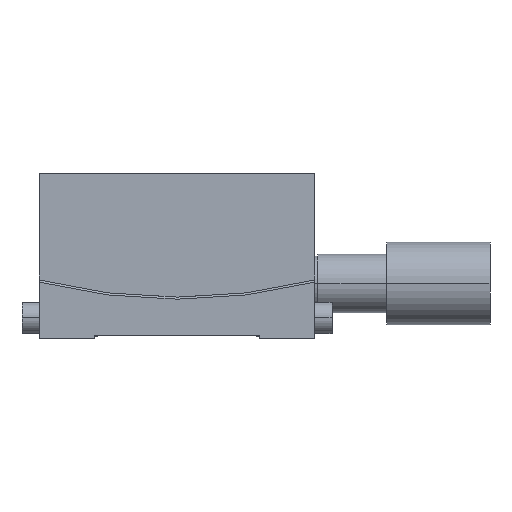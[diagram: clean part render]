
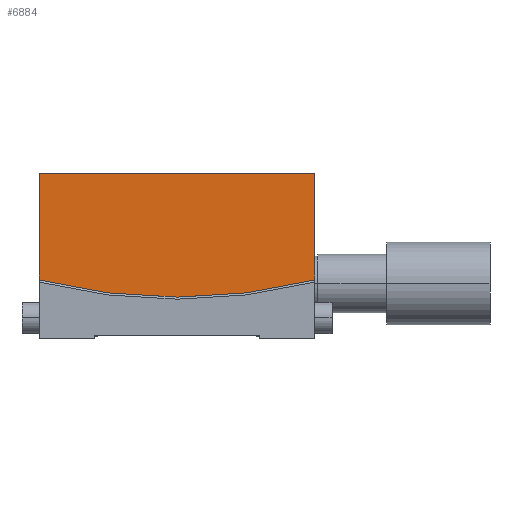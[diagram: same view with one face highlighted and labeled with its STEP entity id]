
A CAD part, top view. The second image highlights one B-rep face of the part: STEP entity #6884.
In plain terms, the highlighted planar face has unit normal (0, 0, 1).
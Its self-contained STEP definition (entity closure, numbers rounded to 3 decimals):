
#3638 = CARTESIAN_POINT ( 'NONE',  ( 20., -64., 0. ) ) ;
#3644 = CARTESIAN_POINT ( 'NONE',  ( 20., -79.524, 0. ) ) ;
#3669 = DIRECTION ( 'NONE',  ( 1., 0., 0. ) ) ;
#3670 = DIRECTION ( 'NONE',  ( 0., 0., 1. ) ) ;
#3671 = CARTESIAN_POINT ( 'NONE',  ( 0., -82., 0. ) ) ;
#3672 = AXIS2_PLACEMENT_3D ( 'NONE', #3671, #3670, #3669 ) ;
#3673 = PLANE ( 'NONE',  #3672 ) ;
#3675 = FACE_OUTER_BOUND ( 'NONE', #6864, .T. ) ;
#3702 = DIRECTION ( 'NONE',  ( 0., 0., 1. ) ) ;
#3703 = CARTESIAN_POINT ( 'NONE',  ( 0., 0., 0. ) ) ;
#3704 = AXIS2_PLACEMENT_3D ( 'NONE', #3703, #3702, #3766 ) ;
#3705 = CIRCLE ( 'NONE', #3704, 82. ) ;
#3707 = DIRECTION ( 'NONE',  ( 0., 1., 0. ) ) ;
#3708 = VECTOR ( 'NONE', #3707, 1000. ) ;
#3709 = CARTESIAN_POINT ( 'NONE',  ( 20., -64., 0. ) ) ;
#3714 = LINE ( 'NONE', #3709, #3708 ) ;
#3717 = CARTESIAN_POINT ( 'NONE',  ( -20., -79.524, 0. ) ) ;
#3753 = DIRECTION ( 'NONE',  ( 0., -1., 0. ) ) ;
#3754 = VECTOR ( 'NONE', #3753, 1000. ) ;
#3755 = CARTESIAN_POINT ( 'NONE',  ( -20., -79.524, 0. ) ) ;
#3756 = LINE ( 'NONE', #3755, #3754 ) ;
#3757 = CARTESIAN_POINT ( 'NONE',  ( -20., -64., 0. ) ) ;
#3758 = DIRECTION ( 'NONE',  ( -1., 0., 0. ) ) ;
#3759 = VECTOR ( 'NONE', #3758, 1000. ) ;
#3760 = CARTESIAN_POINT ( 'NONE',  ( -20., -64., 0. ) ) ;
#3761 = LINE ( 'NONE', #3760, #3759 ) ;
#3766 = DIRECTION ( 'NONE',  ( 1., 0., 0. ) ) ;
#6862 = VERTEX_POINT ( 'NONE', #3644 ) ;
#6863 = VERTEX_POINT ( 'NONE', #3638 ) ;
#6864 = EDGE_LOOP ( 'NONE', ( #6865, #6908, #6901, #6900 ) ) ;
#6865 = ORIENTED_EDGE ( 'NONE', *, *, #6906, .T. ) ;
#6884 = ADVANCED_FACE ( 'NONE', ( #3675 ), #3673, .T. ) ;
#6893 = VERTEX_POINT ( 'NONE', #3717 ) ;
#6899 = EDGE_CURVE ( 'NONE', #6862, #6863, #3714, .T. ) ;
#6900 = ORIENTED_EDGE ( 'NONE', *, *, #6899, .T. ) ;
#6901 = ORIENTED_EDGE ( 'NONE', *, *, #6902, .T. ) ;
#6902 = EDGE_CURVE ( 'NONE', #6893, #6862, #3705, .T. ) ;
#6906 = EDGE_CURVE ( 'NONE', #6863, #6907, #3761, .T. ) ;
#6907 = VERTEX_POINT ( 'NONE', #3757 ) ;
#6908 = ORIENTED_EDGE ( 'NONE', *, *, #6909, .T. ) ;
#6909 = EDGE_CURVE ( 'NONE', #6907, #6893, #3756, .T. ) ;
